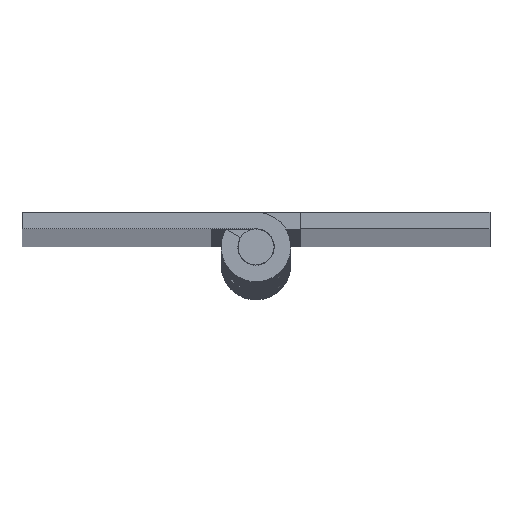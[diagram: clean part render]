
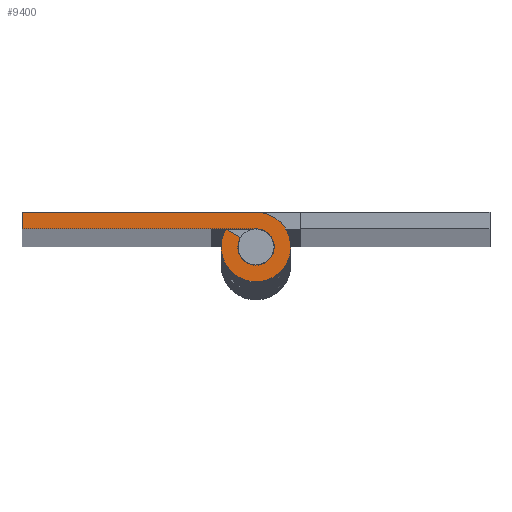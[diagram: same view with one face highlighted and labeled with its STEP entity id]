
A CAD part, top view. The second image highlights one B-rep face of the part: STEP entity #9400.
In plain terms, the highlighted free-form (B-spline) face has degree [1, 1] with [2, 2] control points.
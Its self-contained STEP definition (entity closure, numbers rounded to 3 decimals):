
#9323=CARTESIAN_POINT('',(-23.791,3.685,1000.));
#9324=CARTESIAN_POINT('',(4.641,3.685,1000.));
#9325=CARTESIAN_POINT('',(-23.791,-3.685,1000.));
#9326=CARTESIAN_POINT('',(4.641,-3.685,1000.));
#9327=B_SPLINE_SURFACE_WITH_KNOTS('',1,1,((#9323,#9325),(#9324,#9326)),.UNSPECIFIED.,.F.,.F.,.U.,(2,2),(2,2),(0.0,28.432),(0.0,7.369),.UNSPECIFIED.);
#9328=CARTESIAN_POINT('',(-2.887,1.7,1000.));
#9329=VERTEX_POINT('',#9328);
#9330=CARTESIAN_POINT('',(0.013,3.35,1000.));
#9331=VERTEX_POINT('',#9330);
#9332=CARTESIAN_POINT('',(-2.887,1.7,1000.));
#9333=CARTESIAN_POINT('',(-4.193,-0.518,1000.));
#9334=CARTESIAN_POINT('',(-2.386,-2.351,1000.));
#9335=CARTESIAN_POINT('',(-0.58,-4.185,1000.));
#9336=CARTESIAN_POINT('',(1.657,-2.912,1000.));
#9337=CARTESIAN_POINT('',(3.894,-1.639,1000.));
#9338=CARTESIAN_POINT('',(3.24,0.851,1000.));
#9339=CARTESIAN_POINT('',(2.587,3.34,1000.));
#9340=CARTESIAN_POINT('',(0.013,3.35,1000.));
#9348=(BOUNDED_CURVE()B_SPLINE_CURVE(2,(#9332,#9333,#9334,#9335,#9336,#9337,#9338,#9339,#9340),.UNSPECIFIED.,.F.,.U.)B_SPLINE_CURVE_WITH_KNOTS((3,2,2,2,3),(0.0,0.25,0.5,0.75,1.0),.UNSPECIFIED.)CURVE()GEOMETRIC_REPRESENTATION_ITEM()RATIONAL_B_SPLINE_CURVE((1.0,0.793,1.0,0.793,1.0,0.793,1.0,0.793,1.0))REPRESENTATION_ITEM(''));
#9349=EDGE_CURVE('',#9329,#9331,#9348,.T.);
#9350=ORIENTED_EDGE('',*,*,#9349,.T.);
#9351=CARTESIAN_POINT('',(-22.5,3.35,1000.));
#9352=VERTEX_POINT('',#9351);
#9353=CARTESIAN_POINT('',(0.013,3.35,1000.));
#9354=CARTESIAN_POINT('',(-22.5,3.35,1000.));
#9355=QUASI_UNIFORM_CURVE('',1,(#9353,#9354),.UNSPECIFIED.,.F.,.U.);
#9356=EDGE_CURVE('',#9331,#9352,#9355,.T.);
#9357=ORIENTED_EDGE('',*,*,#9356,.T.);
#9358=CARTESIAN_POINT('',(-22.5,1.75,1000.));
#9359=VERTEX_POINT('',#9358);
#9360=CARTESIAN_POINT('',(-22.5,3.35,1000.));
#9361=CARTESIAN_POINT('',(-22.5,1.75,1000.));
#9362=QUASI_UNIFORM_CURVE('',1,(#9360,#9361),.UNSPECIFIED.,.F.,.U.);
#9363=EDGE_CURVE('',#9352,#9359,#9362,.T.);
#9364=ORIENTED_EDGE('',*,*,#9363,.T.);
#9365=CARTESIAN_POINT('',(0.0,1.75,1000.));
#9366=VERTEX_POINT('',#9365);
#9367=CARTESIAN_POINT('',(-22.5,1.75,1000.));
#9368=CARTESIAN_POINT('',(0.0,1.75,1000.));
#9369=QUASI_UNIFORM_CURVE('',1,(#9367,#9368),.UNSPECIFIED.,.F.,.U.);
#9370=EDGE_CURVE('',#9359,#9366,#9369,.T.);
#9371=ORIENTED_EDGE('',*,*,#9370,.T.);
#9372=CARTESIAN_POINT('',(-1.508,0.888,1000.));
#9373=VERTEX_POINT('',#9372);
#9374=CARTESIAN_POINT('',(-1.508,0.888,1000.));
#9375=CARTESIAN_POINT('',(-2.191,-0.272,1000.));
#9376=CARTESIAN_POINT('',(-1.245,-1.229,1000.));
#9377=CARTESIAN_POINT('',(-0.3,-2.187,1000.));
#9378=CARTESIAN_POINT('',(0.868,-1.519,1000.));
#9379=CARTESIAN_POINT('',(2.037,-0.851,1000.));
#9380=CARTESIAN_POINT('',(1.691,0.449,1000.));
#9381=CARTESIAN_POINT('',(1.346,1.75,1000.));
#9382=CARTESIAN_POINT('',(0.0,1.75,1000.));
#9390=(BOUNDED_CURVE()B_SPLINE_CURVE(2,(#9374,#9375,#9376,#9377,#9378,#9379,#9380,#9381,#9382),.UNSPECIFIED.,.F.,.U.)B_SPLINE_CURVE_WITH_KNOTS((3,2,2,2,3),(0.0,0.25,0.5,0.75,1.0),.UNSPECIFIED.)CURVE()GEOMETRIC_REPRESENTATION_ITEM()RATIONAL_B_SPLINE_CURVE((1.0,0.793,1.0,0.793,1.0,0.793,1.0,0.793,1.0))REPRESENTATION_ITEM(''));
#9391=EDGE_CURVE('',#9373,#9366,#9390,.T.);
#9392=ORIENTED_EDGE('',*,*,#9391,.F.);
#9393=CARTESIAN_POINT('',(-1.508,0.888,1000.));
#9394=CARTESIAN_POINT('',(-2.887,1.7,1000.));
#9395=QUASI_UNIFORM_CURVE('',1,(#9393,#9394),.UNSPECIFIED.,.F.,.U.);
#9396=EDGE_CURVE('',#9373,#9329,#9395,.T.);
#9397=ORIENTED_EDGE('',*,*,#9396,.T.);
#9398=EDGE_LOOP('',(#9350,#9357,#9364,#9371,#9392,#9397));
#9399=FACE_OUTER_BOUND('',#9398,.T.);
#9400=ADVANCED_FACE('',(#9399),#9327,.F.);
